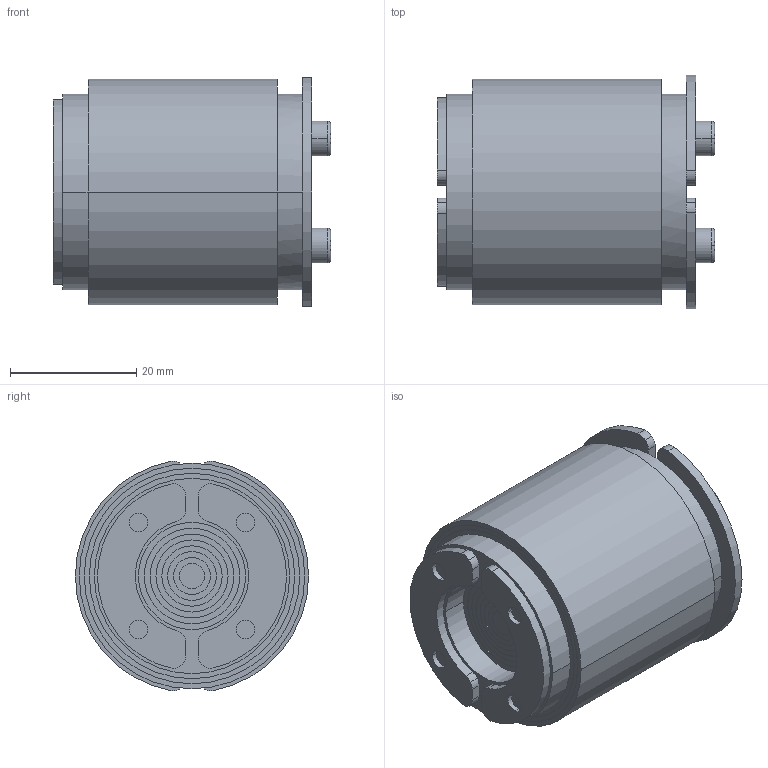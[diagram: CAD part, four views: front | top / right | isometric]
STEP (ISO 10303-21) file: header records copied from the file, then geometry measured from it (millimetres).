
FILE_DESCRIPTION((''),'2;1');
FILE_NAME('RS 31 OMD.stp','2003-12-29T10:21:36',('petor'),(''),'Autodesk Inventor 7','Autodesk Inventor 7','');
FILE_SCHEMA(('AUTOMOTIVE_DESIGN { 1 0 10303 214 1 1 1 1 }'));
Length unit declared in the file: millimetre
Products named in the file (1): RS 31 OMD
Bounding box: 44 x 37 x 36.45 mm (x, y, z)
Volume: 36428.1 mm3; surface area: 8044.7 mm2
Topology: 1 solids, 1 shells, 184 faces, 432 edges, 286 vertices
Faces by surface type: cylinder 102, plane 74, torus 8
Entity records: 5401 total; most frequent: DIRECTION 1032, CARTESIAN_POINT 903, ORIENTED_EDGE 864, EDGE_CURVE 432, AXIS2_PLACEMENT_3D 415, VERTEX_POINT 286, CIRCLE 230, EDGE_LOOP 220
